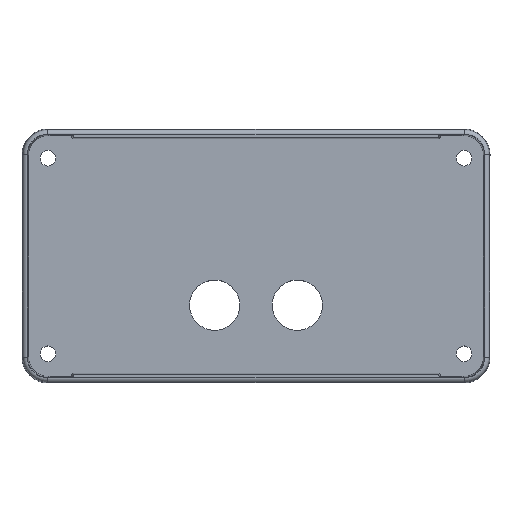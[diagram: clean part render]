
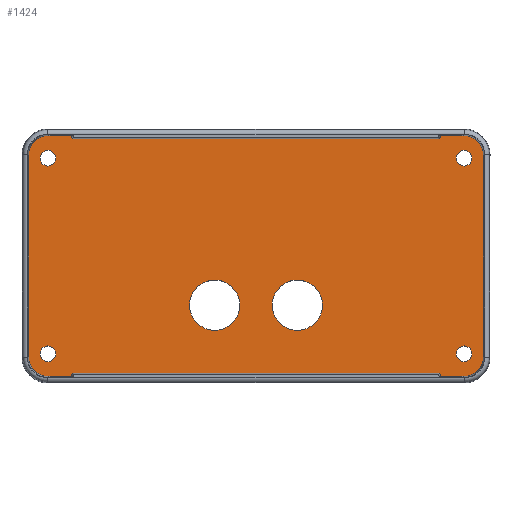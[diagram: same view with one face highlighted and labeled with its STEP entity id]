
A CAD part, top view. The second image highlights one B-rep face of the part: STEP entity #1424.
In plain terms, the highlighted planar face has unit normal (0, 0, 1).
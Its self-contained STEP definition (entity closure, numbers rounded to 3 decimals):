
#78=ELLIPSE('',#1533,0.504,0.5);
#82=ELLIPSE('',#1548,0.504,0.5);
#83=ELLIPSE('',#1551,0.504,0.5);
#84=ELLIPSE('',#1554,0.504,0.5);
#101=FACE_BOUND('',#310,.T.);
#102=FACE_BOUND('',#311,.T.);
#103=FACE_BOUND('',#312,.T.);
#104=FACE_BOUND('',#313,.T.);
#105=FACE_BOUND('',#314,.T.);
#106=FACE_BOUND('',#315,.T.);
#132=PLANE('',#1595);
#209=FACE_OUTER_BOUND('',#309,.T.);
#309=EDGE_LOOP('',(#1240,#1241,#1242,#1243,#1244,#1245,#1246,#1247,#1248,
#1249,#1250,#1251,#1252,#1253,#1254,#1255,#1256,#1257,#1258,#1259));
#310=EDGE_LOOP('',(#1260));
#311=EDGE_LOOP('',(#1261));
#312=EDGE_LOOP('',(#1262));
#313=EDGE_LOOP('',(#1263));
#314=EDGE_LOOP('',(#1264));
#315=EDGE_LOOP('',(#1265));
#369=LINE('',#2747,#469);
#388=LINE('',#2809,#488);
#391=LINE('',#2817,#491);
#394=LINE('',#2825,#494);
#411=LINE('',#2897,#511);
#412=LINE('',#2898,#512);
#413=LINE('',#2900,#513);
#414=LINE('',#2904,#514);
#415=LINE('',#2908,#515);
#416=LINE('',#2909,#516);
#417=LINE('',#2911,#517);
#418=LINE('',#2915,#518);
#469=VECTOR('',#1800,10.);
#488=VECTOR('',#1849,10.);
#491=VECTOR('',#1858,10.);
#494=VECTOR('',#1867,10.);
#511=VECTOR('',#1964,10.);
#512=VECTOR('',#1965,10.);
#513=VECTOR('',#1966,10.);
#514=VECTOR('',#1969,10.);
#515=VECTOR('',#1972,10.);
#516=VECTOR('',#1973,10.);
#517=VECTOR('',#1974,10.);
#518=VECTOR('',#1977,10.);
#535=CIRCLE('',#1465,5.8);
#537=CIRCLE('',#1468,5.8);
#585=CIRCLE('',#1588,1.8);
#586=CIRCLE('',#1590,1.8);
#587=CIRCLE('',#1592,1.8);
#588=CIRCLE('',#1594,1.8);
#589=CIRCLE('',#1596,4.488);
#590=CIRCLE('',#1597,4.488);
#591=CIRCLE('',#1598,4.488);
#592=CIRCLE('',#1599,4.488);
#595=VERTEX_POINT('',#2037);
#597=VERTEX_POINT('',#2043);
#666=VERTEX_POINT('',#2737);
#667=VERTEX_POINT('',#2739);
#669=VERTEX_POINT('',#2745);
#695=VERTEX_POINT('',#2801);
#696=VERTEX_POINT('',#2803);
#697=VERTEX_POINT('',#2807);
#698=VERTEX_POINT('',#2811);
#699=VERTEX_POINT('',#2815);
#700=VERTEX_POINT('',#2819);
#701=VERTEX_POINT('',#2823);
#711=VERTEX_POINT('',#2879);
#712=VERTEX_POINT('',#2883);
#713=VERTEX_POINT('',#2887);
#714=VERTEX_POINT('',#2891);
#715=VERTEX_POINT('',#2895);
#716=VERTEX_POINT('',#2896);
#717=VERTEX_POINT('',#2899);
#718=VERTEX_POINT('',#2901);
#719=VERTEX_POINT('',#2903);
#720=VERTEX_POINT('',#2905);
#721=VERTEX_POINT('',#2907);
#722=VERTEX_POINT('',#2910);
#723=VERTEX_POINT('',#2912);
#724=VERTEX_POINT('',#2914);
#728=EDGE_CURVE('',#595,#595,#535,.T.);
#731=EDGE_CURVE('',#597,#597,#537,.T.);
#826=EDGE_CURVE('',#666,#667,#78,.F.);
#830=EDGE_CURVE('',#666,#669,#369,.T.);
#858=EDGE_CURVE('',#695,#696,#82,.F.);
#861=EDGE_CURVE('',#695,#697,#388,.T.);
#863=EDGE_CURVE('',#698,#697,#83,.F.);
#865=EDGE_CURVE('',#698,#699,#391,.T.);
#867=EDGE_CURVE('',#700,#669,#84,.F.);
#869=EDGE_CURVE('',#700,#701,#394,.T.);
#895=EDGE_CURVE('',#711,#711,#585,.T.);
#897=EDGE_CURVE('',#712,#712,#586,.T.);
#899=EDGE_CURVE('',#713,#713,#587,.T.);
#901=EDGE_CURVE('',#714,#714,#588,.T.);
#902=EDGE_CURVE('',#715,#716,#411,.T.);
#903=EDGE_CURVE('',#716,#667,#412,.T.);
#904=EDGE_CURVE('',#701,#717,#413,.T.);
#905=EDGE_CURVE('',#717,#718,#589,.T.);
#906=EDGE_CURVE('',#718,#719,#414,.T.);
#907=EDGE_CURVE('',#719,#720,#590,.T.);
#908=EDGE_CURVE('',#720,#721,#415,.T.);
#909=EDGE_CURVE('',#721,#696,#416,.T.);
#910=EDGE_CURVE('',#699,#722,#417,.T.);
#911=EDGE_CURVE('',#722,#723,#591,.T.);
#912=EDGE_CURVE('',#723,#724,#418,.T.);
#913=EDGE_CURVE('',#724,#715,#592,.T.);
#1240=ORIENTED_EDGE('',*,*,#902,.T.);
#1241=ORIENTED_EDGE('',*,*,#903,.T.);
#1242=ORIENTED_EDGE('',*,*,#826,.F.);
#1243=ORIENTED_EDGE('',*,*,#830,.T.);
#1244=ORIENTED_EDGE('',*,*,#867,.F.);
#1245=ORIENTED_EDGE('',*,*,#869,.T.);
#1246=ORIENTED_EDGE('',*,*,#904,.T.);
#1247=ORIENTED_EDGE('',*,*,#905,.T.);
#1248=ORIENTED_EDGE('',*,*,#906,.T.);
#1249=ORIENTED_EDGE('',*,*,#907,.T.);
#1250=ORIENTED_EDGE('',*,*,#908,.T.);
#1251=ORIENTED_EDGE('',*,*,#909,.T.);
#1252=ORIENTED_EDGE('',*,*,#858,.F.);
#1253=ORIENTED_EDGE('',*,*,#861,.T.);
#1254=ORIENTED_EDGE('',*,*,#863,.F.);
#1255=ORIENTED_EDGE('',*,*,#865,.T.);
#1256=ORIENTED_EDGE('',*,*,#910,.T.);
#1257=ORIENTED_EDGE('',*,*,#911,.T.);
#1258=ORIENTED_EDGE('',*,*,#912,.T.);
#1259=ORIENTED_EDGE('',*,*,#913,.T.);
#1260=ORIENTED_EDGE('',*,*,#728,.T.);
#1261=ORIENTED_EDGE('',*,*,#731,.T.);
#1262=ORIENTED_EDGE('',*,*,#895,.T.);
#1263=ORIENTED_EDGE('',*,*,#897,.T.);
#1264=ORIENTED_EDGE('',*,*,#899,.T.);
#1265=ORIENTED_EDGE('',*,*,#901,.T.);
#1424=ADVANCED_FACE('',(#209,#101,#102,#103,#104,#105,#106),#132,.T.);
#1465=AXIS2_PLACEMENT_3D('',#2039,#1626,#1627);
#1468=AXIS2_PLACEMENT_3D('',#2045,#1633,#1634);
#1533=AXIS2_PLACEMENT_3D('',#2740,#1793,#1794);
#1548=AXIS2_PLACEMENT_3D('',#2804,#1843,#1844);
#1551=AXIS2_PLACEMENT_3D('',#2813,#1853,#1854);
#1554=AXIS2_PLACEMENT_3D('',#2821,#1862,#1863);
#1588=AXIS2_PLACEMENT_3D('',#2881,#1945,#1946);
#1590=AXIS2_PLACEMENT_3D('',#2885,#1950,#1951);
#1592=AXIS2_PLACEMENT_3D('',#2889,#1955,#1956);
#1594=AXIS2_PLACEMENT_3D('',#2893,#1960,#1961);
#1595=AXIS2_PLACEMENT_3D('',#2894,#1962,#1963);
#1596=AXIS2_PLACEMENT_3D('',#2902,#1967,#1968);
#1597=AXIS2_PLACEMENT_3D('',#2906,#1970,#1971);
#1598=AXIS2_PLACEMENT_3D('',#2913,#1975,#1976);
#1599=AXIS2_PLACEMENT_3D('',#2916,#1978,#1979);
#1626=DIRECTION('center_axis',(0.,0.,-1.));
#1627=DIRECTION('ref_axis',(-1.,0.,0.));
#1633=DIRECTION('center_axis',(0.,0.,-1.));
#1634=DIRECTION('ref_axis',(-1.,0.,0.));
#1793=DIRECTION('center_axis',(0.,0.,-1.));
#1794=DIRECTION('ref_axis',(0.707,-0.707,0.));
#1800=DIRECTION('',(-1.,0.,0.));
#1843=DIRECTION('center_axis',(0.,0.,-1.));
#1844=DIRECTION('ref_axis',(-0.707,0.707,0.));
#1849=DIRECTION('',(1.,0.,0.));
#1853=DIRECTION('center_axis',(0.,0.,-1.));
#1854=DIRECTION('ref_axis',(0.707,0.707,0.));
#1858=DIRECTION('',(0.,-1.,0.));
#1862=DIRECTION('center_axis',(0.,0.,-1.));
#1863=DIRECTION('ref_axis',(-0.707,-0.707,0.));
#1867=DIRECTION('',(0.,1.,0.));
#1945=DIRECTION('center_axis',(0.,0.,-1.));
#1946=DIRECTION('ref_axis',(1.,0.,0.));
#1950=DIRECTION('center_axis',(0.,0.,-1.));
#1951=DIRECTION('ref_axis',(1.,0.,0.));
#1955=DIRECTION('center_axis',(0.,0.,-1.));
#1956=DIRECTION('ref_axis',(1.,0.,0.));
#1960=DIRECTION('center_axis',(0.,0.,-1.));
#1961=DIRECTION('ref_axis',(1.,0.,0.));
#1962=DIRECTION('center_axis',(0.,0.,1.));
#1963=DIRECTION('ref_axis',(1.,0.,0.));
#1964=DIRECTION('',(-1.,0.,0.));
#1965=DIRECTION('',(0.,-1.,0.));
#1966=DIRECTION('',(-1.,0.,0.));
#1967=DIRECTION('center_axis',(0.,0.,1.));
#1968=DIRECTION('ref_axis',(0.,-1.,0.));
#1969=DIRECTION('',(0.,-1.,0.));
#1970=DIRECTION('center_axis',(0.,0.,1.));
#1971=DIRECTION('ref_axis',(1.,0.,0.));
#1972=DIRECTION('',(1.,0.,0.));
#1973=DIRECTION('',(0.,1.,0.));
#1974=DIRECTION('',(1.,0.,0.));
#1975=DIRECTION('center_axis',(0.,0.,1.));
#1976=DIRECTION('ref_axis',(0.,1.,0.));
#1977=DIRECTION('',(0.,1.,0.));
#1978=DIRECTION('center_axis',(0.,0.,1.));
#1979=DIRECTION('ref_axis',(-1.,0.,0.));
#2037=CARTESIAN_POINT('',(-3.725,-11.35,0.));
#2039=CARTESIAN_POINT('Origin',(-9.525,-11.35,0.));
#2043=CARTESIAN_POINT('',(15.325,-11.35,0.));
#2045=CARTESIAN_POINT('Origin',(9.525,-11.35,0.));
#2737=CARTESIAN_POINT('',(42.002,27.056,0.));
#2739=CARTESIAN_POINT('',(42.5,27.554,0.));
#2740=CARTESIAN_POINT('Origin',(41.998,27.558,0.));
#2745=CARTESIAN_POINT('',(-42.002,27.056,0.));
#2747=CARTESIAN_POINT('',(-21.25,27.056,0.));
#2801=CARTESIAN_POINT('',(-42.002,-27.056,0.));
#2803=CARTESIAN_POINT('',(-42.5,-27.554,0.));
#2804=CARTESIAN_POINT('Origin',(-41.998,-27.558,0.));
#2807=CARTESIAN_POINT('',(42.002,-27.056,0.));
#2809=CARTESIAN_POINT('',(21.25,-27.056,0.));
#2811=CARTESIAN_POINT('',(42.5,-27.554,0.));
#2813=CARTESIAN_POINT('Origin',(41.998,-27.558,0.));
#2815=CARTESIAN_POINT('',(42.5,-27.806,0.));
#2817=CARTESIAN_POINT('',(42.5,-13.903,0.));
#2819=CARTESIAN_POINT('',(-42.5,27.554,0.));
#2821=CARTESIAN_POINT('Origin',(-41.998,27.558,0.));
#2823=CARTESIAN_POINT('',(-42.5,27.806,0.));
#2825=CARTESIAN_POINT('',(-42.5,13.903,0.));
#2879=CARTESIAN_POINT('',(-49.812,-22.568,0.));
#2881=CARTESIAN_POINT('Origin',(-48.012,-22.568,0.));
#2883=CARTESIAN_POINT('',(-49.812,22.568,0.));
#2885=CARTESIAN_POINT('Origin',(-48.012,22.568,0.));
#2887=CARTESIAN_POINT('',(46.212,22.568,0.));
#2889=CARTESIAN_POINT('Origin',(48.012,22.568,0.));
#2891=CARTESIAN_POINT('',(46.212,-22.568,0.));
#2893=CARTESIAN_POINT('Origin',(48.012,-22.568,0.));
#2894=CARTESIAN_POINT('Origin',(0.,0.,
0.));
#2895=CARTESIAN_POINT('',(48.012,27.806,0.));
#2896=CARTESIAN_POINT('',(42.5,27.806,0.));
#2897=CARTESIAN_POINT('',(23.142,27.806,0.));
#2898=CARTESIAN_POINT('',(42.5,13.528,0.));
#2899=CARTESIAN_POINT('',(-48.012,27.806,0.));
#2900=CARTESIAN_POINT('',(-23.142,27.806,0.));
#2901=CARTESIAN_POINT('',(-52.5,23.318,0.));
#2902=CARTESIAN_POINT('Origin',(-48.012,23.318,0.));
#2903=CARTESIAN_POINT('',(-52.5,-23.318,0.));
#2904=CARTESIAN_POINT('',(-52.5,-10.293,0.));
#2905=CARTESIAN_POINT('',(-48.012,-27.806,0.));
#2906=CARTESIAN_POINT('Origin',(-48.012,-23.318,0.));
#2907=CARTESIAN_POINT('',(-42.5,-27.806,0.));
#2908=CARTESIAN_POINT('',(-23.142,-27.806,0.));
#2909=CARTESIAN_POINT('',(-42.5,-13.528,0.));
#2910=CARTESIAN_POINT('',(48.012,-27.806,0.));
#2911=CARTESIAN_POINT('',(23.142,-27.806,0.));
#2912=CARTESIAN_POINT('',(52.5,-23.318,0.));
#2913=CARTESIAN_POINT('Origin',(48.012,-23.318,0.));
#2914=CARTESIAN_POINT('',(52.5,23.318,0.));
#2915=CARTESIAN_POINT('',(52.5,10.293,0.));
#2916=CARTESIAN_POINT('Origin',(48.012,23.318,0.));
